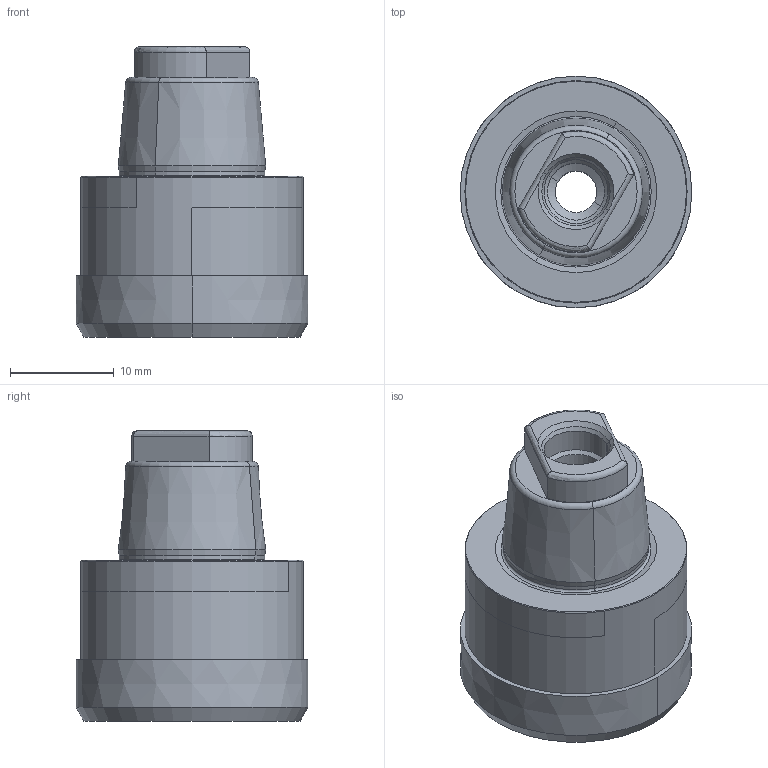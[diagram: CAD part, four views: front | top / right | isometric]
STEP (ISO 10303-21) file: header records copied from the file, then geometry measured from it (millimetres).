
FILE_DESCRIPTION((''),'2;1');
FILE_NAME('DEX','2022-02-25T11:07:55',('UZUNM1'),(''),'CREO PARAMETRIC BY PTC INC, 2019030','CREO PARAMETRIC BY PTC INC, 2019030','');
FILE_SCHEMA(('AP242_MANAGED_MODEL_BASED_3D_ENGINEERING_MIM_LF { 1 0 10303 442 1 1 4 }'));
Length unit declared in the file: millimetre
Products named in the file (1): DEX
Bounding box: 22.3 x 22.3 x 27.95 mm (x, y, z)
Volume: 6615.1 mm3; surface area: 2719.5 mm2
Topology: 1 solids, 1 shells, 56 faces, 129 edges, 76 vertices
Faces by surface type: cone 26, cylinder 14, plane 8, torus 6, bspline 2
Entity records: 2287 total; most frequent: CARTESIAN_POINT 448, DIRECTION 301, ORIENTED_EDGE 250, PRESENTATION_STYLE_ASSIGNMENT 135, STYLED_ITEM 131, CURVE_STYLE 130, EDGE_CURVE 125, AXIS2_PLACEMENT_3D 123
